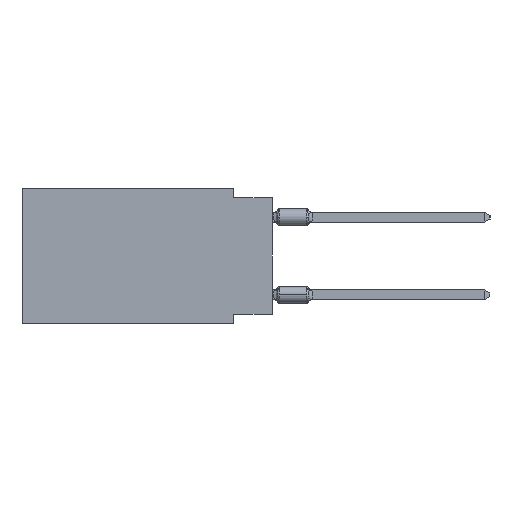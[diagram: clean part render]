
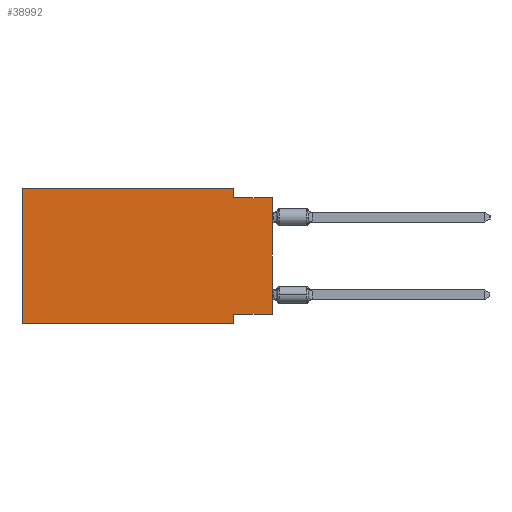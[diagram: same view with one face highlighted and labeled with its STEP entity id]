
A CAD part, left-side view. The second image highlights one B-rep face of the part: STEP entity #38992.
In plain terms, the highlighted planar face has unit normal (-1, 0, 0).
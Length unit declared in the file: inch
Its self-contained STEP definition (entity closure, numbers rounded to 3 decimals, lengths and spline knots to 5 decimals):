
#69 = DIRECTION ( 'NONE',  ( 0., 0., 1. ) ) ;
#262 = LINE ( 'NONE', #36710, #38963 ) ;
#598 = CARTESIAN_POINT ( 'NONE',  ( 0., 0.1, -0.35 ) ) ;
#1322 = ORIENTED_EDGE ( 'NONE', *, *, #27535, .F. ) ;
#2073 = EDGE_CURVE ( 'NONE', #10153, #42394, #2590, .T. ) ;
#2590 = LINE ( 'NONE', #21088, #11160 ) ;
#3051 = DIRECTION ( 'NONE',  ( 0., 0., -1. ) ) ;
#3195 = VERTEX_POINT ( 'NONE', #9965 ) ;
#3660 = VECTOR ( 'NONE', #69, 39.37008 ) ;
#4491 = CARTESIAN_POINT ( 'NONE',  ( 0., 0.645, 0. ) ) ;
#5230 = DIRECTION ( 'NONE',  ( 0., 0., -1. ) ) ;
#6322 = ORIENTED_EDGE ( 'NONE', *, *, #10728, .F. ) ;
#6833 = CARTESIAN_POINT ( 'NONE',  ( 0., 0.1, 0. ) ) ;
#7395 = FACE_OUTER_BOUND ( 'NONE', #7765, .T. ) ;
#7765 = EDGE_LOOP ( 'NONE', ( #25609, #12092, #10774, #21650, #9973, #16146, #6322, #1322 ) ) ;
#9965 = CARTESIAN_POINT ( 'NONE',  ( 0., 0., -0.325 ) ) ;
#9973 = ORIENTED_EDGE ( 'NONE', *, *, #35249, .F. ) ;
#9993 = DIRECTION ( 'NONE',  ( 0., 1., 0. ) ) ;
#10145 = AXIS2_PLACEMENT_3D ( 'NONE', #36700, #30777, #5230 ) ;
#10153 = VERTEX_POINT ( 'NONE', #38527 ) ;
#10325 = LINE ( 'NONE', #39408, #28158 ) ;
#10728 = EDGE_CURVE ( 'NONE', #17347, #42394, #10325, .T. ) ;
#10774 = ORIENTED_EDGE ( 'NONE', *, *, #44653, .F. ) ;
#11160 = VECTOR ( 'NONE', #35243, 39.37008 ) ;
#11922 = VECTOR ( 'NONE', #40041, 39.37008 ) ;
#12092 = ORIENTED_EDGE ( 'NONE', *, *, #13614, .F. ) ;
#12281 = LINE ( 'NONE', #4491, #18679 ) ;
#12632 = CARTESIAN_POINT ( 'NONE',  ( 0., 0.1, 0. ) ) ;
#13614 = EDGE_CURVE ( 'NONE', #44703, #43313, #262, .T. ) ;
#13634 = DIRECTION ( 'NONE',  ( 0., 0., -1. ) ) ;
#14045 = CARTESIAN_POINT ( 'NONE',  ( 0., 0., 0. ) ) ;
#14629 = CARTESIAN_POINT ( 'NONE',  ( 0., 0.1, -0.025 ) ) ;
#16146 = ORIENTED_EDGE ( 'NONE', *, *, #2073, .T. ) ;
#16403 = LINE ( 'NONE', #20425, #25234 ) ;
#17347 = VERTEX_POINT ( 'NONE', #25387 ) ;
#18067 = CARTESIAN_POINT ( 'NONE',  ( 0., 0.645, 0. ) ) ;
#18679 = VECTOR ( 'NONE', #18936, 39.37008 ) ;
#18936 = DIRECTION ( 'NONE',  ( 0., 0., 1. ) ) ;
#20425 = CARTESIAN_POINT ( 'NONE',  ( 0., 0., -0.325 ) ) ;
#21088 = CARTESIAN_POINT ( 'NONE',  ( 0., 0.645, -0.35 ) ) ;
#21650 = ORIENTED_EDGE ( 'NONE', *, *, #37311, .F. ) ;
#21877 = LINE ( 'NONE', #14045, #3660 ) ;
#22273 = PLANE ( 'NONE',  #10145 ) ;
#23352 = VECTOR ( 'NONE', #3051, 39.37008 ) ;
#25234 = VECTOR ( 'NONE', #9993, 39.37008 ) ;
#25387 = CARTESIAN_POINT ( 'NONE',  ( 0., 0.1, -0.325 ) ) ;
#25609 = ORIENTED_EDGE ( 'NONE', *, *, #32122, .T. ) ;
#27535 = EDGE_CURVE ( 'NONE', #3195, #17347, #16403, .T. ) ;
#28158 = VECTOR ( 'NONE', #13634, 39.37008 ) ;
#28902 = LINE ( 'NONE', #18067, #11922 ) ;
#29152 = DIRECTION ( 'NONE',  ( 0., -1., 0. ) ) ;
#29605 = CARTESIAN_POINT ( 'NONE',  ( 0., 0., -0.025 ) ) ;
#30777 = DIRECTION ( 'NONE',  ( 1., 0., 0. ) ) ;
#32122 = EDGE_CURVE ( 'NONE', #3195, #43313, #21877, .T. ) ;
#35243 = DIRECTION ( 'NONE',  ( 0., -1., 0. ) ) ;
#35249 = EDGE_CURVE ( 'NONE', #10153, #39505, #12281, .T. ) ;
#35462 = LINE ( 'NONE', #6833, #23352 ) ;
#36700 = CARTESIAN_POINT ( 'NONE',  ( 0., 0.645, 0. ) ) ;
#36710 = CARTESIAN_POINT ( 'NONE',  ( 0., 0., -0.025 ) ) ;
#37311 = EDGE_CURVE ( 'NONE', #39505, #38712, #28902, .T. ) ;
#38527 = CARTESIAN_POINT ( 'NONE',  ( 0., 0.645, -0.35 ) ) ;
#38712 = VERTEX_POINT ( 'NONE', #12632 ) ;
#38963 = VECTOR ( 'NONE', #29152, 39.37008 ) ;
#38992 = ADVANCED_FACE ( 'NONE', ( #7395 ), #22273, .F. ) ;
#39408 = CARTESIAN_POINT ( 'NONE',  ( 0., 0.1, -0.35 ) ) ;
#39505 = VERTEX_POINT ( 'NONE', #45940 ) ;
#40041 = DIRECTION ( 'NONE',  ( 0., -1., 0. ) ) ;
#42394 = VERTEX_POINT ( 'NONE', #598 ) ;
#43313 = VERTEX_POINT ( 'NONE', #29605 ) ;
#44653 = EDGE_CURVE ( 'NONE', #38712, #44703, #35462, .T. ) ;
#44703 = VERTEX_POINT ( 'NONE', #14629 ) ;
#45940 = CARTESIAN_POINT ( 'NONE',  ( 0., 0.645, 0. ) ) ;
